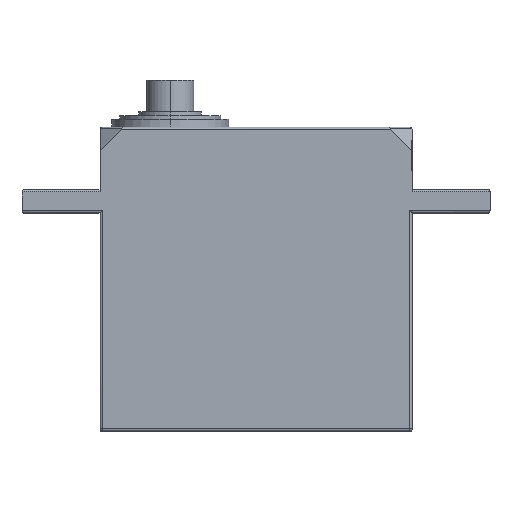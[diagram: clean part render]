
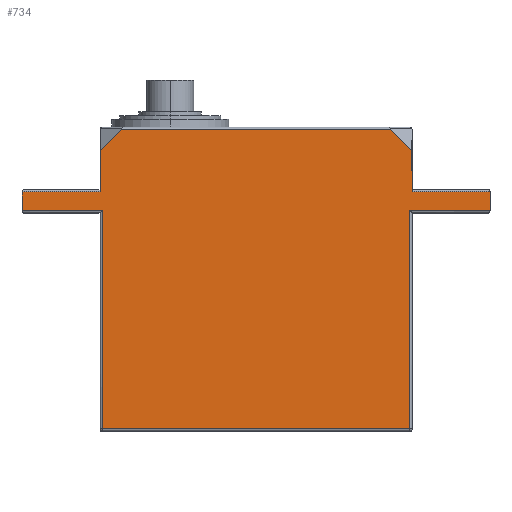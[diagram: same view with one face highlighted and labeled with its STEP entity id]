
A CAD part, top view. The second image highlights one B-rep face of the part: STEP entity #734.
In plain terms, the highlighted planar face has unit normal (0, 0, 1).
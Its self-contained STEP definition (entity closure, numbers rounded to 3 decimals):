
#19 = CARTESIAN_POINT ( 'NONE',  ( 20., -19.5, 20. ) ) ;
#41 = VERTEX_POINT ( 'NONE', #1788 ) ;
#42 = LINE ( 'NONE', #51, #1329 ) ;
#51 = CARTESIAN_POINT ( 'NONE',  ( 0., 11.2, 20. ) ) ;
#53 = LINE ( 'NONE', #1022, #1502 ) ;
#89 = ORIENTED_EDGE ( 'NONE', *, *, #1920, .T. ) ;
#100 = ORIENTED_EDGE ( 'NONE', *, *, #1704, .F. ) ;
#120 = EDGE_CURVE ( 'NONE', #588, #41, #521, .T. ) ;
#190 = DIRECTION ( 'NONE',  ( 1., 0., 0. ) ) ;
#236 = ORIENTED_EDGE ( 'NONE', *, *, #1959, .T. ) ;
#237 = VECTOR ( 'NONE', #1987, 1000. ) ;
#257 = ORIENTED_EDGE ( 'NONE', *, *, #425, .T. ) ;
#264 = VECTOR ( 'NONE', #1082, 1000. ) ;
#276 = CARTESIAN_POINT ( 'NONE',  ( 18.25, 18.25, 20. ) ) ;
#290 = LINE ( 'NONE', #743, #483 ) ;
#321 = LINE ( 'NONE', #1300, #1607 ) ;
#366 = CARTESIAN_POINT ( 'NONE',  ( -30., 11.5, 20. ) ) ;
#389 = DIRECTION ( 'NONE',  ( 0., 1., 0. ) ) ;
#405 = DIRECTION ( 'NONE',  ( -1., 0., 0. ) ) ;
#425 = EDGE_CURVE ( 'NONE', #1997, #657, #321, .T. ) ;
#441 = DIRECTION ( 'NONE',  ( 0., 1., 0. ) ) ;
#443 = ORIENTED_EDGE ( 'NONE', *, *, #729, .T. ) ;
#447 = CARTESIAN_POINT ( 'NONE',  ( -19.7, 8.8, 20. ) ) ;
#461 = VECTOR ( 'NONE', #389, 1000. ) ;
#483 = VECTOR ( 'NONE', #1383, 1000. ) ;
#521 = LINE ( 'NONE', #366, #2032 ) ;
#529 = DIRECTION ( 'NONE',  ( 0.707, 0.707, 0. ) ) ;
#536 = VECTOR ( 'NONE', #999, 1000. ) ;
#557 = CARTESIAN_POINT ( 'NONE',  ( 0., 8.8, 20. ) ) ;
#588 = VERTEX_POINT ( 'NONE', #1642 ) ;
#605 = CARTESIAN_POINT ( 'NONE',  ( 0., 0., 20. ) ) ;
#615 = CARTESIAN_POINT ( 'NONE',  ( 30., 11.2, 20. ) ) ;
#616 = EDGE_CURVE ( 'NONE', #657, #1614, #1825, .T. ) ;
#657 = VERTEX_POINT ( 'NONE', #1546 ) ;
#662 = EDGE_CURVE ( 'NONE', #1306, #1746, #931, .T. ) ;
#670 = LINE ( 'NONE', #1793, #536 ) ;
#706 = EDGE_CURVE ( 'NONE', #1021, #1605, #758, .T. ) ;
#715 = ORIENTED_EDGE ( 'NONE', *, *, #616, .T. ) ;
#729 = EDGE_CURVE ( 'NONE', #1986, #1870, #290, .T. ) ;
#734 = ADVANCED_FACE ( 'NONE', ( #771 ), #1392, .F. ) ;
#743 = CARTESIAN_POINT ( 'NONE',  ( -20., -19.5, 20. ) ) ;
#746 = CARTESIAN_POINT ( 'NONE',  ( 0., 19.2, 20. ) ) ;
#758 = LINE ( 'NONE', #1554, #1531 ) ;
#771 = FACE_OUTER_BOUND ( 'NONE', #1741, .T. ) ;
#905 = ORIENTED_EDGE ( 'NONE', *, *, #662, .F. ) ;
#931 = LINE ( 'NONE', #276, #1969 ) ;
#966 = CARTESIAN_POINT ( 'NONE',  ( 20., 16.5, 20. ) ) ;
#997 = DIRECTION ( 'NONE',  ( -1., 0., 0. ) ) ;
#998 = ORIENTED_EDGE ( 'NONE', *, *, #1471, .T. ) ;
#999 = DIRECTION ( 'NONE',  ( 0., -1., 0. ) ) ;
#1021 = VERTEX_POINT ( 'NONE', #1499 ) ;
#1022 = CARTESIAN_POINT ( 'NONE',  ( -18.25, 18.25, 20. ) ) ;
#1029 = LINE ( 'NONE', #746, #1200 ) ;
#1053 = DIRECTION ( 'NONE',  ( 0., 0., -1. ) ) ;
#1082 = DIRECTION ( 'NONE',  ( 1., 0., 0. ) ) ;
#1083 = DIRECTION ( 'NONE',  ( 0.707, -0.707, 0. ) ) ;
#1093 = CARTESIAN_POINT ( 'NONE',  ( 19.7, 8.8, 20. ) ) ;
#1099 = VERTEX_POINT ( 'NONE', #447 ) ;
#1107 = EDGE_CURVE ( 'NONE', #1614, #1021, #1872, .T. ) ;
#1117 = ORIENTED_EDGE ( 'NONE', *, *, #1886, .T. ) ;
#1131 = CARTESIAN_POINT ( 'NONE',  ( 17.3, 19.2, 20. ) ) ;
#1161 = VERTEX_POINT ( 'NONE', #1401 ) ;
#1189 = LINE ( 'NONE', #557, #1907 ) ;
#1200 = VECTOR ( 'NONE', #405, 1000. ) ;
#1300 = CARTESIAN_POINT ( 'NONE',  ( 0., -19.2, 20. ) ) ;
#1306 = VERTEX_POINT ( 'NONE', #1131 ) ;
#1325 = LINE ( 'NONE', #19, #237 ) ;
#1329 = VECTOR ( 'NONE', #1940, 1000. ) ;
#1380 = EDGE_CURVE ( 'NONE', #1605, #1458, #1780, .T. ) ;
#1383 = DIRECTION ( 'NONE',  ( 0., -1., 0. ) ) ;
#1392 = PLANE ( 'NONE',  #1451 ) ;
#1401 = CARTESIAN_POINT ( 'NONE',  ( -17.3, 19.2, 20. ) ) ;
#1451 = AXIS2_PLACEMENT_3D ( 'NONE', #605, #1053, #2030 ) ;
#1456 = CARTESIAN_POINT ( 'NONE',  ( -20., 11.2, 20. ) ) ;
#1458 = VERTEX_POINT ( 'NONE', #1994 ) ;
#1463 = ORIENTED_EDGE ( 'NONE', *, *, #2033, .T. ) ;
#1471 = EDGE_CURVE ( 'NONE', #588, #1099, #1189, .T. ) ;
#1475 = CARTESIAN_POINT ( 'NONE',  ( 20., 11.2, 20. ) ) ;
#1499 = CARTESIAN_POINT ( 'NONE',  ( 30., 8.8, 20. ) ) ;
#1502 = VECTOR ( 'NONE', #529, 1000. ) ;
#1531 = VECTOR ( 'NONE', #441, 1000. ) ;
#1546 = CARTESIAN_POINT ( 'NONE',  ( 19.7, -19.2, 20. ) ) ;
#1554 = CARTESIAN_POINT ( 'NONE',  ( 30., 11.5, 20. ) ) ;
#1577 = ORIENTED_EDGE ( 'NONE', *, *, #706, .T. ) ;
#1605 = VERTEX_POINT ( 'NONE', #615 ) ;
#1607 = VECTOR ( 'NONE', #190, 1000. ) ;
#1614 = VERTEX_POINT ( 'NONE', #1093 ) ;
#1639 = VECTOR ( 'NONE', #997, 1000. ) ;
#1641 = DIRECTION ( 'NONE',  ( 0., 1., 0. ) ) ;
#1642 = CARTESIAN_POINT ( 'NONE',  ( -30., 8.8, 20. ) ) ;
#1654 = ORIENTED_EDGE ( 'NONE', *, *, #1107, .T. ) ;
#1678 = CARTESIAN_POINT ( 'NONE',  ( -19.7, -19.2, 20. ) ) ;
#1704 = EDGE_CURVE ( 'NONE', #1986, #1161, #53, .T. ) ;
#1741 = EDGE_LOOP ( 'NONE', ( #715, #1654, #1577, #1948, #1117, #905, #1463, #100, #443, #236, #1843, #998, #89, #257 ) ) ;
#1746 = VERTEX_POINT ( 'NONE', #966 ) ;
#1780 = LINE ( 'NONE', #1475, #1639 ) ;
#1788 = CARTESIAN_POINT ( 'NONE',  ( -30., 11.2, 20. ) ) ;
#1793 = CARTESIAN_POINT ( 'NONE',  ( -19.7, 0., 20. ) ) ;
#1803 = CARTESIAN_POINT ( 'NONE',  ( 19.7, 0., 20. ) ) ;
#1825 = LINE ( 'NONE', #1803, #461 ) ;
#1840 = DIRECTION ( 'NONE',  ( 1., 0., 0. ) ) ;
#1843 = ORIENTED_EDGE ( 'NONE', *, *, #120, .F. ) ;
#1857 = CARTESIAN_POINT ( 'NONE',  ( 30., 8.8, 20. ) ) ;
#1870 = VERTEX_POINT ( 'NONE', #1456 ) ;
#1872 = LINE ( 'NONE', #1857, #264 ) ;
#1886 = EDGE_CURVE ( 'NONE', #1458, #1746, #1325, .T. ) ;
#1907 = VECTOR ( 'NONE', #1840, 1000. ) ;
#1920 = EDGE_CURVE ( 'NONE', #1099, #1997, #670, .T. ) ;
#1940 = DIRECTION ( 'NONE',  ( -1., 0., 0. ) ) ;
#1948 = ORIENTED_EDGE ( 'NONE', *, *, #1380, .T. ) ;
#1959 = EDGE_CURVE ( 'NONE', #1870, #41, #42, .T. ) ;
#1969 = VECTOR ( 'NONE', #1083, 1000. ) ;
#1986 = VERTEX_POINT ( 'NONE', #2008 ) ;
#1987 = DIRECTION ( 'NONE',  ( 0., 1., 0. ) ) ;
#1994 = CARTESIAN_POINT ( 'NONE',  ( 20., 11.2, 20. ) ) ;
#1997 = VERTEX_POINT ( 'NONE', #1678 ) ;
#2008 = CARTESIAN_POINT ( 'NONE',  ( -20., 16.5, 20. ) ) ;
#2030 = DIRECTION ( 'NONE',  ( -1., 0., 0. ) ) ;
#2032 = VECTOR ( 'NONE', #1641, 1000. ) ;
#2033 = EDGE_CURVE ( 'NONE', #1306, #1161, #1029, .T. ) ;
